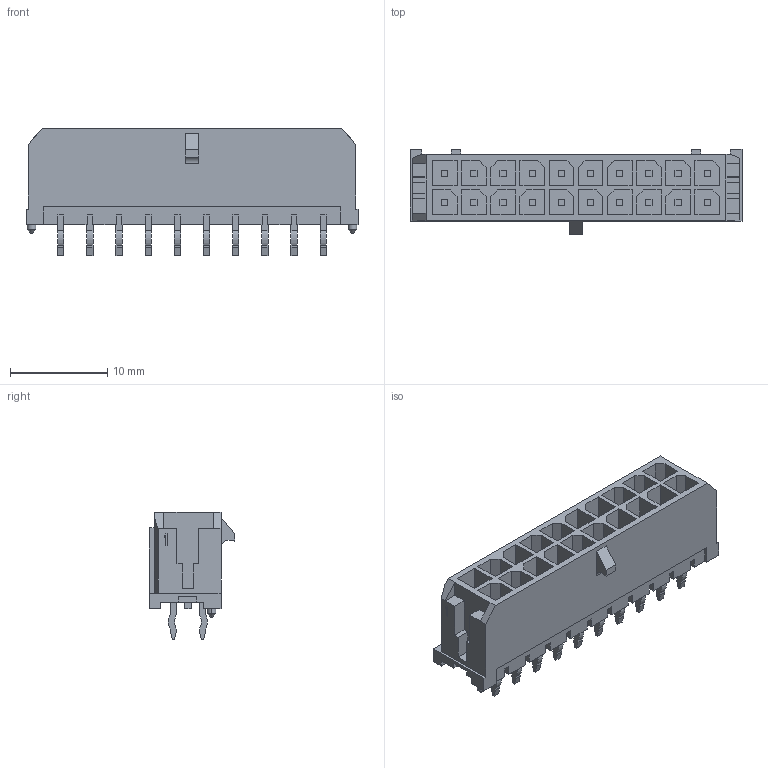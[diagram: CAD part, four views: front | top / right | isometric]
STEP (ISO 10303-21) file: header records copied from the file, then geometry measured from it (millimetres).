
FILE_DESCRIPTION(('FreeCAD Model'),'2;1');
FILE_NAME('Open CASCADE Shape Model','2022-02-13T18:17:49',( 'kicad StepUp'),('ksu MCAD'),'Open CASCADE STEP processor 7.5', 'FreeCAD','Unknown');
FILE_SCHEMA(('AUTOMOTIVE_DESIGN { 1 0 10303 214 1 1 1 1 }'));
Length unit declared in the file: millimetre
Products named in the file (1): Molex_Micro-Fit_3.0_43045-2012_2x10_P3.00mm_Vertical
Bounding box: 34.15 x 8.77 x 13.09 mm (x, y, z)
Volume: 1355.6 mm3; surface area: 3129.4 mm2
Topology: 1 solids, 1 shells, 753 faces, 2103 edges, 1398 vertices
Faces by surface type: plane 704, cylinder 45, cone 4
Entity records: 29030 total; most frequent: CARTESIAN_POINT 4255, ORIENTED_EDGE 4206, DIRECTION 3705, EDGE_CURVE 2103, LINE 2009, VECTOR 2009, VERTEX_POINT 1398, AXIS2_PLACEMENT_3D 848
